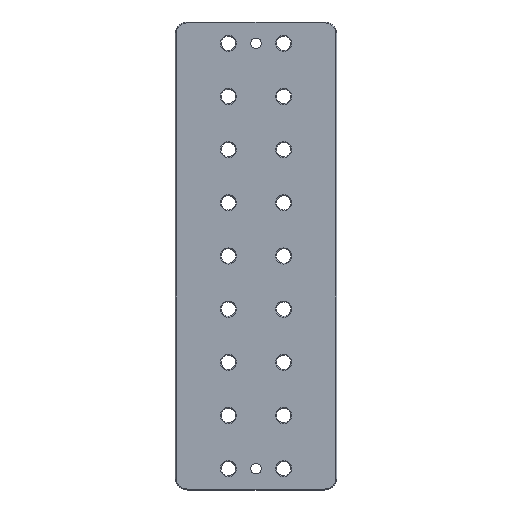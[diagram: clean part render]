
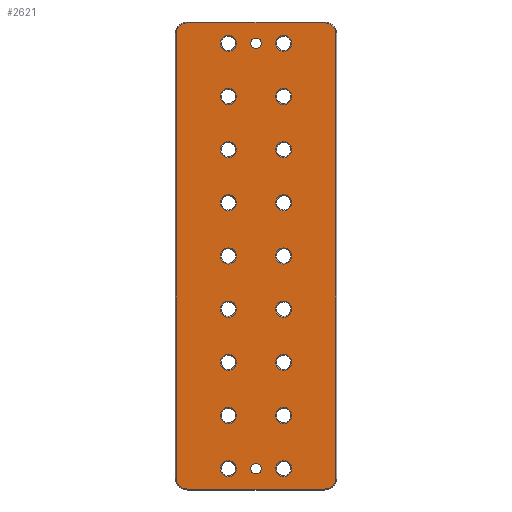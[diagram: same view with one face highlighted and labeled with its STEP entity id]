
A CAD part, top view. The second image highlights one B-rep face of the part: STEP entity #2621.
In plain terms, the highlighted planar face has unit normal (0, 0, 1).
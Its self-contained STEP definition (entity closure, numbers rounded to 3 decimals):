
#117=CIRCLE('',#2757,1.23);
#118=CIRCLE('',#2758,1.23);
#119=CIRCLE('',#2759,2.8);
#120=CIRCLE('',#2760,2.8);
#121=CIRCLE('',#2761,2.8);
#122=CIRCLE('',#2762,2.8);
#123=CIRCLE('',#2763,1.9);
#124=CIRCLE('',#2764,1.9);
#125=CIRCLE('',#2765,1.9);
#126=CIRCLE('',#2766,1.9);
#127=CIRCLE('',#2767,1.9);
#128=CIRCLE('',#2768,1.9);
#129=CIRCLE('',#2769,1.9);
#130=CIRCLE('',#2770,1.9);
#131=CIRCLE('',#2771,1.9);
#132=CIRCLE('',#2772,1.9);
#133=CIRCLE('',#2773,1.9);
#134=CIRCLE('',#2774,1.9);
#135=CIRCLE('',#2775,1.9);
#136=CIRCLE('',#2776,1.9);
#137=CIRCLE('',#2777,1.9);
#138=CIRCLE('',#2778,1.9);
#139=CIRCLE('',#2779,1.9);
#140=CIRCLE('',#2780,1.9);
#257=ORIENTED_EDGE('',*,*,#665,.T.);
#258=ORIENTED_EDGE('',*,*,#666,.T.);
#259=ORIENTED_EDGE('',*,*,#667,.T.);
#260=ORIENTED_EDGE('',*,*,#668,.T.);
#261=ORIENTED_EDGE('',*,*,#669,.T.);
#262=ORIENTED_EDGE('',*,*,#670,.T.);
#263=ORIENTED_EDGE('',*,*,#671,.T.);
#264=ORIENTED_EDGE('',*,*,#672,.T.);
#265=ORIENTED_EDGE('',*,*,#673,.T.);
#266=ORIENTED_EDGE('',*,*,#674,.T.);
#267=ORIENTED_EDGE('',*,*,#675,.T.);
#268=ORIENTED_EDGE('',*,*,#676,.T.);
#269=ORIENTED_EDGE('',*,*,#677,.T.);
#270=ORIENTED_EDGE('',*,*,#678,.T.);
#271=ORIENTED_EDGE('',*,*,#679,.T.);
#272=ORIENTED_EDGE('',*,*,#680,.T.);
#273=ORIENTED_EDGE('',*,*,#681,.T.);
#274=ORIENTED_EDGE('',*,*,#682,.T.);
#275=ORIENTED_EDGE('',*,*,#683,.T.);
#276=ORIENTED_EDGE('',*,*,#684,.T.);
#277=ORIENTED_EDGE('',*,*,#685,.T.);
#278=ORIENTED_EDGE('',*,*,#686,.T.);
#279=ORIENTED_EDGE('',*,*,#687,.T.);
#280=ORIENTED_EDGE('',*,*,#688,.T.);
#281=ORIENTED_EDGE('',*,*,#689,.T.);
#282=ORIENTED_EDGE('',*,*,#690,.T.);
#283=ORIENTED_EDGE('',*,*,#691,.T.);
#284=ORIENTED_EDGE('',*,*,#692,.T.);
#665=EDGE_CURVE('',#869,#869,#117,.T.);
#666=EDGE_CURVE('',#870,#870,#118,.T.);
#667=EDGE_CURVE('',#871,#872,#1037,.T.);
#668=EDGE_CURVE('',#872,#873,#119,.F.);
#669=EDGE_CURVE('',#873,#874,#1038,.T.);
#670=EDGE_CURVE('',#874,#875,#120,.F.);
#671=EDGE_CURVE('',#875,#876,#1039,.T.);
#672=EDGE_CURVE('',#876,#877,#121,.F.);
#673=EDGE_CURVE('',#877,#878,#1040,.T.);
#674=EDGE_CURVE('',#878,#871,#122,.F.);
#675=EDGE_CURVE('',#879,#879,#123,.T.);
#676=EDGE_CURVE('',#880,#880,#124,.T.);
#677=EDGE_CURVE('',#881,#881,#125,.T.);
#678=EDGE_CURVE('',#882,#882,#126,.T.);
#679=EDGE_CURVE('',#883,#883,#127,.T.);
#680=EDGE_CURVE('',#884,#884,#128,.T.);
#681=EDGE_CURVE('',#885,#885,#129,.T.);
#682=EDGE_CURVE('',#886,#886,#130,.T.);
#683=EDGE_CURVE('',#887,#887,#131,.T.);
#684=EDGE_CURVE('',#888,#888,#132,.T.);
#685=EDGE_CURVE('',#889,#889,#133,.T.);
#686=EDGE_CURVE('',#890,#890,#134,.T.);
#687=EDGE_CURVE('',#891,#891,#135,.T.);
#688=EDGE_CURVE('',#892,#892,#136,.T.);
#689=EDGE_CURVE('',#893,#893,#137,.T.);
#690=EDGE_CURVE('',#894,#894,#138,.T.);
#691=EDGE_CURVE('',#895,#895,#139,.T.);
#692=EDGE_CURVE('',#896,#896,#140,.T.);
#869=VERTEX_POINT('',#3635);
#870=VERTEX_POINT('',#3637);
#871=VERTEX_POINT('',#3639);
#872=VERTEX_POINT('',#3640);
#873=VERTEX_POINT('',#3642);
#874=VERTEX_POINT('',#3644);
#875=VERTEX_POINT('',#3646);
#876=VERTEX_POINT('',#3648);
#877=VERTEX_POINT('',#3650);
#878=VERTEX_POINT('',#3652);
#879=VERTEX_POINT('',#3655);
#880=VERTEX_POINT('',#3657);
#881=VERTEX_POINT('',#3659);
#882=VERTEX_POINT('',#3661);
#883=VERTEX_POINT('',#3663);
#884=VERTEX_POINT('',#3665);
#885=VERTEX_POINT('',#3667);
#886=VERTEX_POINT('',#3669);
#887=VERTEX_POINT('',#3671);
#888=VERTEX_POINT('',#3673);
#889=VERTEX_POINT('',#3675);
#890=VERTEX_POINT('',#3677);
#891=VERTEX_POINT('',#3679);
#892=VERTEX_POINT('',#3681);
#893=VERTEX_POINT('',#3683);
#894=VERTEX_POINT('',#3685);
#895=VERTEX_POINT('',#3687);
#896=VERTEX_POINT('',#3689);
#1037=LINE('',#3638,#1093);
#1038=LINE('',#3643,#1094);
#1039=LINE('',#3647,#1095);
#1040=LINE('',#3651,#1096);
#1093=VECTOR('',#3039,1000.);
#1094=VECTOR('',#3042,1000.);
#1095=VECTOR('',#3045,1000.);
#1096=VECTOR('',#3048,1000.);
#1146=EDGE_LOOP('',(#257));
#1147=EDGE_LOOP('',(#258));
#1148=EDGE_LOOP('',(#259,#260,#261,#262,#263,#264,#265,#266));
#1149=EDGE_LOOP('',(#267));
#1150=EDGE_LOOP('',(#268));
#1151=EDGE_LOOP('',(#269));
#1152=EDGE_LOOP('',(#270));
#1153=EDGE_LOOP('',(#271));
#1154=EDGE_LOOP('',(#272));
#1155=EDGE_LOOP('',(#273));
#1156=EDGE_LOOP('',(#274));
#1157=EDGE_LOOP('',(#275));
#1158=EDGE_LOOP('',(#276));
#1159=EDGE_LOOP('',(#277));
#1160=EDGE_LOOP('',(#278));
#1161=EDGE_LOOP('',(#279));
#1162=EDGE_LOOP('',(#280));
#1163=EDGE_LOOP('',(#281));
#1164=EDGE_LOOP('',(#282));
#1165=EDGE_LOOP('',(#283));
#1166=EDGE_LOOP('',(#284));
#1408=FACE_BOUND('',#1146,.T.);
#1409=FACE_BOUND('',#1147,.T.);
#1410=FACE_BOUND('',#1148,.T.);
#1411=FACE_BOUND('',#1149,.T.);
#1412=FACE_BOUND('',#1150,.T.);
#1413=FACE_BOUND('',#1151,.T.);
#1414=FACE_BOUND('',#1152,.T.);
#1415=FACE_BOUND('',#1153,.T.);
#1416=FACE_BOUND('',#1154,.T.);
#1417=FACE_BOUND('',#1155,.T.);
#1418=FACE_BOUND('',#1156,.T.);
#1419=FACE_BOUND('',#1157,.T.);
#1420=FACE_BOUND('',#1158,.T.);
#1421=FACE_BOUND('',#1159,.T.);
#1422=FACE_BOUND('',#1160,.T.);
#1423=FACE_BOUND('',#1161,.T.);
#1424=FACE_BOUND('',#1162,.T.);
#1425=FACE_BOUND('',#1163,.T.);
#1426=FACE_BOUND('',#1164,.T.);
#1427=FACE_BOUND('',#1165,.T.);
#1428=FACE_BOUND('',#1166,.T.);
#1670=PLANE('',#2756);
#2621=ADVANCED_FACE('',(#1408,#1409,#1410,#1411,#1412,#1413,#1414,#1415,
#1416,#1417,#1418,#1419,#1420,#1421,#1422,#1423,#1424,#1425,#1426,#1427,
#1428),#1670,.F.);
#2756=AXIS2_PLACEMENT_3D('',#3633,#3033,#3034);
#2757=AXIS2_PLACEMENT_3D('',#3634,#3035,#3036);
#2758=AXIS2_PLACEMENT_3D('',#3636,#3037,#3038);
#2759=AXIS2_PLACEMENT_3D('',#3641,#3040,#3041);
#2760=AXIS2_PLACEMENT_3D('',#3645,#3043,#3044);
#2761=AXIS2_PLACEMENT_3D('',#3649,#3046,#3047);
#2762=AXIS2_PLACEMENT_3D('',#3653,#3049,#3050);
#2763=AXIS2_PLACEMENT_3D('',#3654,#3051,#3052);
#2764=AXIS2_PLACEMENT_3D('',#3656,#3053,#3054);
#2765=AXIS2_PLACEMENT_3D('',#3658,#3055,#3056);
#2766=AXIS2_PLACEMENT_3D('',#3660,#3057,#3058);
#2767=AXIS2_PLACEMENT_3D('',#3662,#3059,#3060);
#2768=AXIS2_PLACEMENT_3D('',#3664,#3061,#3062);
#2769=AXIS2_PLACEMENT_3D('',#3666,#3063,#3064);
#2770=AXIS2_PLACEMENT_3D('',#3668,#3065,#3066);
#2771=AXIS2_PLACEMENT_3D('',#3670,#3067,#3068);
#2772=AXIS2_PLACEMENT_3D('',#3672,#3069,#3070);
#2773=AXIS2_PLACEMENT_3D('',#3674,#3071,#3072);
#2774=AXIS2_PLACEMENT_3D('',#3676,#3073,#3074);
#2775=AXIS2_PLACEMENT_3D('',#3678,#3075,#3076);
#2776=AXIS2_PLACEMENT_3D('',#3680,#3077,#3078);
#2777=AXIS2_PLACEMENT_3D('',#3682,#3079,#3080);
#2778=AXIS2_PLACEMENT_3D('',#3684,#3081,#3082);
#2779=AXIS2_PLACEMENT_3D('',#3686,#3083,#3084);
#2780=AXIS2_PLACEMENT_3D('',#3688,#3085,#3086);
#3033=DIRECTION('',(0.,0.,-1.));
#3034=DIRECTION('',(-1.,0.,0.));
#3035=DIRECTION('',(0.,0.,-1.));
#3036=DIRECTION('',(-1.,0.,0.));
#3037=DIRECTION('',(0.,0.,-1.));
#3038=DIRECTION('',(-1.,0.,0.));
#3039=DIRECTION('',(-1.,0.,0.));
#3040=DIRECTION('',(0.,0.,-1.));
#3041=DIRECTION('',(-1.,0.,0.));
#3042=DIRECTION('',(0.,-1.,0.));
#3043=DIRECTION('',(0.,0.,-1.));
#3044=DIRECTION('',(-1.,0.,0.));
#3045=DIRECTION('',(1.,0.,0.));
#3046=DIRECTION('',(0.,0.,-1.));
#3047=DIRECTION('',(-1.,0.,0.));
#3048=DIRECTION('',(0.,1.,0.));
#3049=DIRECTION('',(0.,0.,-1.));
#3050=DIRECTION('',(-1.,0.,0.));
#3051=DIRECTION('',(0.,0.,-1.));
#3052=DIRECTION('',(-1.,0.,0.));
#3053=DIRECTION('',(0.,0.,-1.));
#3054=DIRECTION('',(-1.,0.,0.));
#3055=DIRECTION('',(0.,0.,-1.));
#3056=DIRECTION('',(-1.,0.,0.));
#3057=DIRECTION('',(0.,0.,-1.));
#3058=DIRECTION('',(-1.,0.,0.));
#3059=DIRECTION('',(0.,0.,-1.));
#3060=DIRECTION('',(-1.,0.,0.));
#3061=DIRECTION('',(0.,0.,-1.));
#3062=DIRECTION('',(-1.,0.,0.));
#3063=DIRECTION('',(0.,0.,-1.));
#3064=DIRECTION('',(-1.,0.,0.));
#3065=DIRECTION('',(0.,0.,-1.));
#3066=DIRECTION('',(-1.,0.,0.));
#3067=DIRECTION('',(0.,0.,-1.));
#3068=DIRECTION('',(-1.,0.,0.));
#3069=DIRECTION('',(0.,0.,-1.));
#3070=DIRECTION('',(-1.,0.,0.));
#3071=DIRECTION('',(0.,0.,-1.));
#3072=DIRECTION('',(-1.,0.,0.));
#3073=DIRECTION('',(0.,0.,-1.));
#3074=DIRECTION('',(-1.,0.,0.));
#3075=DIRECTION('',(0.,0.,-1.));
#3076=DIRECTION('',(-1.,0.,0.));
#3077=DIRECTION('',(0.,0.,-1.));
#3078=DIRECTION('',(-1.,0.,0.));
#3079=DIRECTION('',(0.,0.,-1.));
#3080=DIRECTION('',(-1.,0.,0.));
#3081=DIRECTION('',(0.,0.,-1.));
#3082=DIRECTION('',(-1.,0.,0.));
#3083=DIRECTION('',(0.,0.,-1.));
#3084=DIRECTION('',(-1.,0.,0.));
#3085=DIRECTION('',(0.,0.,-1.));
#3086=DIRECTION('',(-1.,0.,0.));
#3633=CARTESIAN_POINT('',(-19.,110.,10.));
#3634=CARTESIAN_POINT('',(0.,5.,10.));
#3635=CARTESIAN_POINT('',(-1.23,5.,10.));
#3636=CARTESIAN_POINT('',(0.,105.,10.));
#3637=CARTESIAN_POINT('',(-1.23,105.,10.));
#3638=CARTESIAN_POINT('',(-19.,109.8,10.));
#3639=CARTESIAN_POINT('',(16.,109.8,10.));
#3640=CARTESIAN_POINT('',(-16.,109.8,10.));
#3641=CARTESIAN_POINT('',(-16.,107.,10.));
#3642=CARTESIAN_POINT('',(-18.8,107.,10.));
#3643=CARTESIAN_POINT('',(-18.8,110.,10.));
#3644=CARTESIAN_POINT('',(-18.8,3.,10.));
#3645=CARTESIAN_POINT('',(-16.,3.,10.));
#3646=CARTESIAN_POINT('',(-16.,0.2,10.));
#3647=CARTESIAN_POINT('',(16.,0.2,10.));
#3648=CARTESIAN_POINT('',(16.,0.2,10.));
#3649=CARTESIAN_POINT('',(16.,3.,10.));
#3650=CARTESIAN_POINT('',(18.8,3.,10.));
#3651=CARTESIAN_POINT('',(18.8,110.,10.));
#3652=CARTESIAN_POINT('',(18.8,107.,10.));
#3653=CARTESIAN_POINT('',(16.,107.,10.));
#3654=CARTESIAN_POINT('',(6.5,5.,10.));
#3655=CARTESIAN_POINT('',(4.6,5.,10.));
#3656=CARTESIAN_POINT('',(-6.5,5.,10.));
#3657=CARTESIAN_POINT('',(-8.4,5.,10.));
#3658=CARTESIAN_POINT('',(-6.5,17.5,10.));
#3659=CARTESIAN_POINT('',(-8.4,17.5,10.));
#3660=CARTESIAN_POINT('',(-6.5,30.,10.));
#3661=CARTESIAN_POINT('',(-8.4,30.,10.));
#3662=CARTESIAN_POINT('',(-6.5,42.5,10.));
#3663=CARTESIAN_POINT('',(-8.4,42.5,10.));
#3664=CARTESIAN_POINT('',(-6.5,55.,10.));
#3665=CARTESIAN_POINT('',(-8.4,55.,10.));
#3666=CARTESIAN_POINT('',(-6.5,67.5,10.));
#3667=CARTESIAN_POINT('',(-8.4,67.5,10.));
#3668=CARTESIAN_POINT('',(-6.5,80.,10.));
#3669=CARTESIAN_POINT('',(-8.4,80.,10.));
#3670=CARTESIAN_POINT('',(-6.5,92.5,10.));
#3671=CARTESIAN_POINT('',(-8.4,92.5,10.));
#3672=CARTESIAN_POINT('',(-6.5,105.,10.));
#3673=CARTESIAN_POINT('',(-8.4,105.,10.));
#3674=CARTESIAN_POINT('',(6.5,17.5,10.));
#3675=CARTESIAN_POINT('',(4.6,17.5,10.));
#3676=CARTESIAN_POINT('',(6.5,30.,10.));
#3677=CARTESIAN_POINT('',(4.6,30.,10.));
#3678=CARTESIAN_POINT('',(6.5,42.5,10.));
#3679=CARTESIAN_POINT('',(4.6,42.5,10.));
#3680=CARTESIAN_POINT('',(6.5,55.,10.));
#3681=CARTESIAN_POINT('',(4.6,55.,10.));
#3682=CARTESIAN_POINT('',(6.5,67.5,10.));
#3683=CARTESIAN_POINT('',(4.6,67.5,10.));
#3684=CARTESIAN_POINT('',(6.5,80.,10.));
#3685=CARTESIAN_POINT('',(4.6,80.,10.));
#3686=CARTESIAN_POINT('',(6.5,92.5,10.));
#3687=CARTESIAN_POINT('',(4.6,92.5,10.));
#3688=CARTESIAN_POINT('',(6.5,105.,10.));
#3689=CARTESIAN_POINT('',(4.6,105.,10.));
